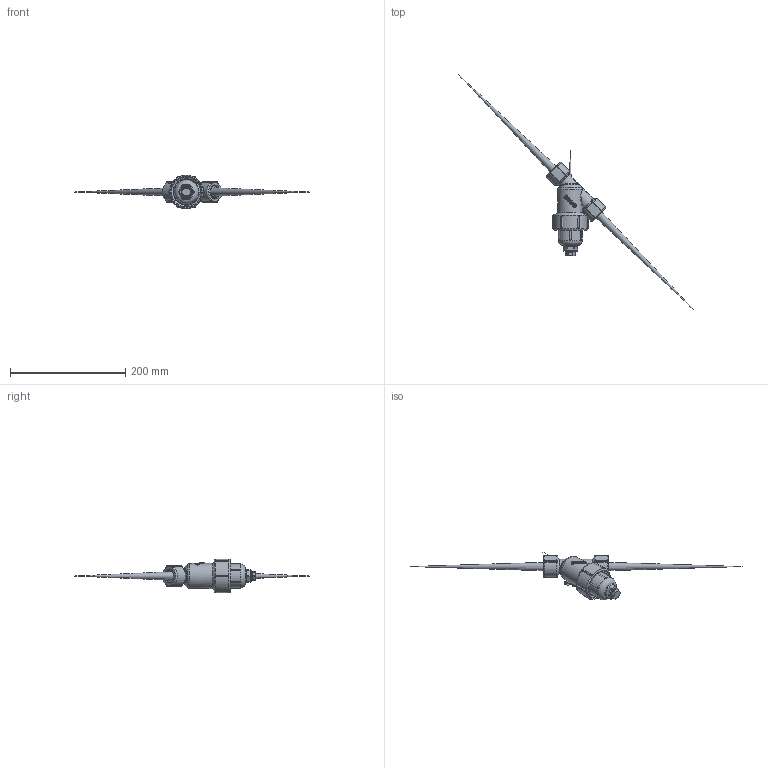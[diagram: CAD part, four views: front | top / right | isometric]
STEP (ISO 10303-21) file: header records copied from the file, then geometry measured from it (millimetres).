
FILE_DESCRIPTION(/* description */ ('NEW 1/2" LS BODY, CAP & GASKET'),/* implementation_level */ '2;1');
FILE_NAME(/* name */ 'LS050B-C1.stp',/* time_stamp */ '2018-09-06T11:04:23-04:00',/* author */ ('CKA'),/* organization */ (''),/* preprocessor_version */ 'ST-DEVELOPER v17',/* originating_system */ 'Autodesk Inventor 2018',/* authorisation */ '');
FILE_SCHEMA (('AUTOMOTIVE_DESIGN { 1 0 10303 214 3 1 1 }'));
Products named in the file (9): LS050B-C1; CE050D; LS050-B; LS075-C1; 12723; 12724; LS075XC1; LS075-G; LST1225D
Assembly tree (8 placements, depth 3):
  LS050B-C1
    CE050D
    LS050-B
    LS075-C1
      12723
      12724
      LS075XC1
    LS075-G
    LST1225D
Bounding box: 407.88 x 407.88 x 58.42 mm (x, y, z)
Volume: 210489 mm3; surface area: 95125.6 mm2
Topology: 7 solids, 7 shells, 1983 faces, 5253 edges, 3372 vertices
Faces by surface type: plane 1020, bspline 485, cylinder 312, cone 64, torus 61, sphere 41
Full cylindrical faces by diameter (mm): 6.096 x1, 12.7 x1, 13.462 x1, 16.764 x1, 17.145 x1, 17.78 x2, 25.4 x1, 33.528 x1, 36.068 x1, 36.322 x1, 39.243 x1, 39.878 x1, 42.443 x1, 44.196 x3, 45.96 x3, 50.305 x1, 52.07 x2, 58.42 x1
Entity records: 76981 total; most frequent: CARTESIAN_POINT 29708, ORIENTED_EDGE 10402, DIRECTION 8008, EDGE_CURVE 5201, VERTEX_POINT 3370, LINE 2904, VECTOR 2904, AXIS2_PLACEMENT_3D 2552
